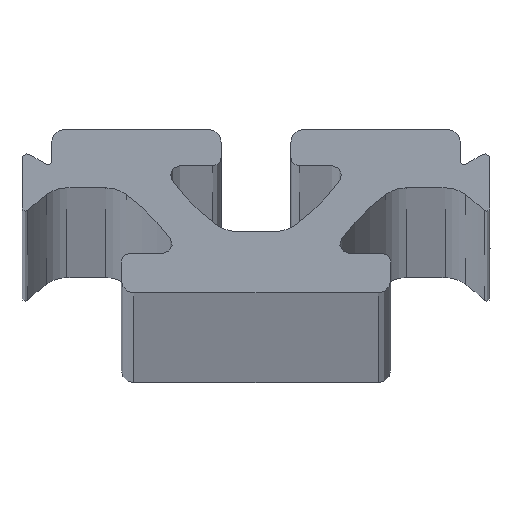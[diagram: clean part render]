
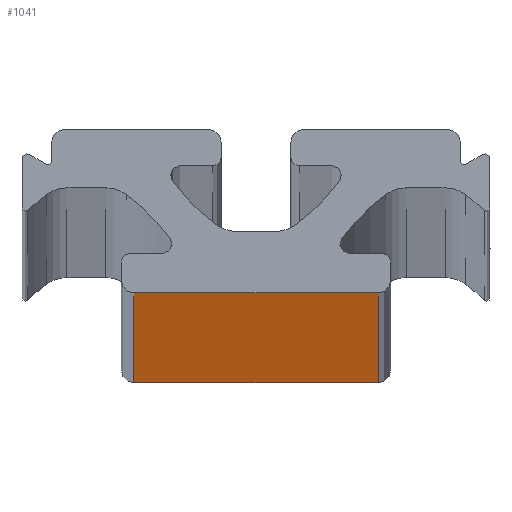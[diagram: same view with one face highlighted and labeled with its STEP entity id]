
A CAD part, top view. The second image highlights one B-rep face of the part: STEP entity #1041.
In plain terms, the highlighted planar face has unit normal (0, -1, 0).
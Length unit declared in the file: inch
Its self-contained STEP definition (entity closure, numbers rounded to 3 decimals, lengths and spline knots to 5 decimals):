
#31=PLANE('',#1173);
#81=FACE_OUTER_BOUND('',#135,.T.);
#135=EDGE_LOOP('',(#829,#830,#831,#832));
#222=LINE('',#1790,#314);
#223=LINE('',#1794,#315);
#224=LINE('',#1796,#316);
#225=LINE('',#1797,#317);
#314=VECTOR('',#1468,39.37008);
#315=VECTOR('',#1473,39.37008);
#316=VECTOR('',#1474,39.37008);
#317=VECTOR('',#1475,39.37008);
#483=VERTEX_POINT('',#1787);
#484=VERTEX_POINT('',#1789);
#485=VERTEX_POINT('',#1793);
#486=VERTEX_POINT('',#1795);
#629=EDGE_CURVE('',#484,#483,#222,.T.);
#631=EDGE_CURVE('',#485,#483,#223,.T.);
#632=EDGE_CURVE('',#486,#485,#224,.T.);
#633=EDGE_CURVE('',#486,#484,#225,.T.);
#829=ORIENTED_EDGE('',*,*,#631,.F.);
#830=ORIENTED_EDGE('',*,*,#632,.F.);
#831=ORIENTED_EDGE('',*,*,#633,.T.);
#832=ORIENTED_EDGE('',*,*,#629,.T.);
#1041=ADVANCED_FACE('',(#81),#31,.T.);
#1173=AXIS2_PLACEMENT_3D('',#1792,#1471,#1472);
#1468=DIRECTION('',(0.,0.,1.));
#1471=DIRECTION('center_axis',(0.,-1.,0.));
#1472=DIRECTION('ref_axis',(1.,0.,0.));
#1473=DIRECTION('',(1.,0.,0.));
#1474=DIRECTION('',(0.,0.,1.));
#1475=DIRECTION('',(1.,0.,0.));
#1787=CARTESIAN_POINT('',(0.56693,0.,0.));
#1789=CARTESIAN_POINT('',(0.56693,0.,-238.58268));
#1790=CARTESIAN_POINT('',(0.56693,0.,-238.58268));
#1792=CARTESIAN_POINT('Origin',(-0.56693,0.,
-238.58268));
#1793=CARTESIAN_POINT('',(-0.56693,0.,0.));
#1794=CARTESIAN_POINT('',(-0.56693,0.,0.));
#1795=CARTESIAN_POINT('',(-0.56693,0.,-238.58268));
#1796=CARTESIAN_POINT('',(-0.56693,0.,-238.58268));
#1797=CARTESIAN_POINT('',(-0.56693,0.,-238.58268));
